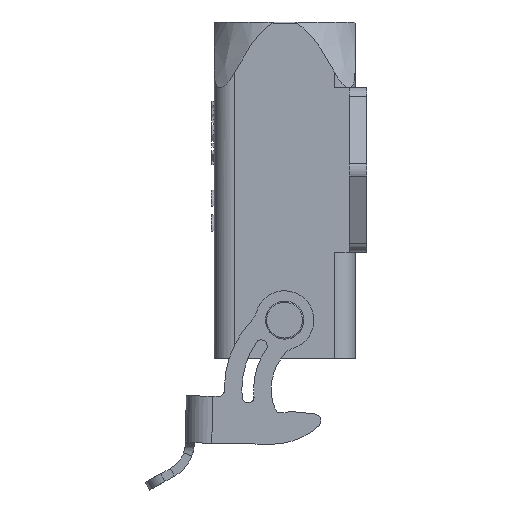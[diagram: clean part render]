
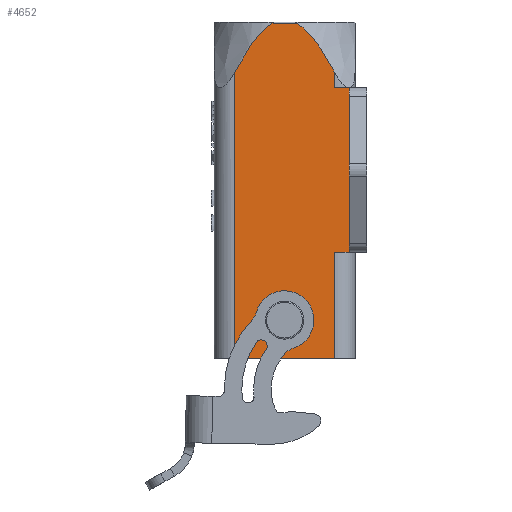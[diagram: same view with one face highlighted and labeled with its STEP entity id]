
A CAD part, left-side view. The second image highlights one B-rep face of the part: STEP entity #4652.
In plain terms, the highlighted planar face has unit normal (-1, 0, 0).
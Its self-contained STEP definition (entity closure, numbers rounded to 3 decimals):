
#13=DIRECTION('',(0.,-1.,0.));
#14=VECTOR('',#13,2.5);
#15=CARTESIAN_POINT('',(-12.,5.5,14.));
#16=LINE('',#15,#14);
#147=DIRECTION('',(0.,0.,-1.));
#148=VECTOR('',#147,2.67);
#149=CARTESIAN_POINT('',(-12.,5.5,16.67));
#150=LINE('',#149,#148);
#184=CARTESIAN_POINT('',(-12.,12.027,25.));
#185=CARTESIAN_POINT('',(-12.,11.717,24.835));
#186=CARTESIAN_POINT('',(-12.,11.099,24.432));
#187=CARTESIAN_POINT('',(-12.,10.163,23.603));
#188=CARTESIAN_POINT('',(-12.,9.236,22.576));
#189=CARTESIAN_POINT('',(-12.,8.299,21.348));
#190=CARTESIAN_POINT('',(-12.,7.374,19.963));
#191=CARTESIAN_POINT('',(-12.,6.444,18.411));
#192=CARTESIAN_POINT('',(-12.,5.816,17.268));
#193=CARTESIAN_POINT('',(-12.,5.5,16.67));
#229=DIRECTION('',(0.,-1.,0.));
#230=VECTOR('',#229,3.946);
#231=CARTESIAN_POINT('',(-12.,15.973,25.));
#232=LINE('',#231,#230);
#251=CARTESIAN_POINT('',(-12.,14.,-25.6));
#252=DIRECTION('',(1.,0.,0.));
#253=DIRECTION('',(0.,0.,-1.));
#254=AXIS2_PLACEMENT_3D('',#251,#252,#253);
#256=CARTESIAN_POINT('',(-12.,14.,-25.6));
#257=DIRECTION('',(1.,0.,0.));
#258=DIRECTION('',(0.,0.,1.));
#259=AXIS2_PLACEMENT_3D('',#256,#257,#258);
#261=DIRECTION('',(0.,0.,-1.));
#262=VECTOR('',#261,28.);
#263=CARTESIAN_POINT('',(-12.,3.,14.));
#264=LINE('',#263,#262);
#491=DIRECTION('',(0.,1.,0.));
#492=VECTOR('',#491,2.5);
#493=CARTESIAN_POINT('',(-12.,3.,-14.));
#494=LINE('',#493,#492);
#537=DIRECTION('',(0.,1.,0.));
#538=VECTOR('',#537,17.);
#539=CARTESIAN_POINT('',(-12.,5.5,-32.1));
#540=LINE('',#539,#538);
#730=CARTESIAN_POINT('',(-12.,22.5,16.67));
#731=CARTESIAN_POINT('',(-12.,22.184,17.267));
#732=CARTESIAN_POINT('',(-12.,21.557,18.409));
#733=CARTESIAN_POINT('',(-12.,20.627,19.96));
#734=CARTESIAN_POINT('',(-12.,19.704,21.343));
#735=CARTESIAN_POINT('',(-12.,18.768,22.572));
#736=CARTESIAN_POINT('',(-12.,17.831,23.608));
#737=CARTESIAN_POINT('',(-12.,16.903,24.43));
#738=CARTESIAN_POINT('',(-12.,16.283,24.835));
#739=CARTESIAN_POINT('',(-12.,15.973,25.));
#752=DIRECTION('',(0.,0.,1.));
#753=VECTOR('',#752,48.77);
#754=CARTESIAN_POINT('',(-12.,22.5,-32.1));
#755=LINE('',#754,#753);
#2095=DIRECTION('',(0.,0.,-1.));
#2096=VECTOR('',#2095,18.1);
#2097=CARTESIAN_POINT('',(-12.,5.5,-14.));
#2098=LINE('',#2097,#2096);
#3929=CARTESIAN_POINT('',(-12.,14.,-27.95));
#3930=VERTEX_POINT('',#3929);
#3931=CARTESIAN_POINT('',(-12.,14.,-23.25));
#3932=VERTEX_POINT('',#3931);
#3967=VERTEX_POINT('',#730);
#3968=VERTEX_POINT('',#739);
#3969=CARTESIAN_POINT('',(-12.,3.,-14.));
#3970=CARTESIAN_POINT('',(-12.,5.5,-14.));
#3971=VERTEX_POINT('',#3969);
#3972=VERTEX_POINT('',#3970);
#3973=CARTESIAN_POINT('',(-12.,22.5,-32.1));
#3974=VERTEX_POINT('',#3973);
#3975=CARTESIAN_POINT('',(-12.,5.5,-32.1));
#3976=VERTEX_POINT('',#3975);
#3981=CARTESIAN_POINT('',(-12.,3.,14.));
#3982=VERTEX_POINT('',#3981);
#3983=VERTEX_POINT('',#184);
#3984=VERTEX_POINT('',#193);
#3985=CARTESIAN_POINT('',(-12.,5.5,14.));
#3986=VERTEX_POINT('',#3985);
#4623=CARTESIAN_POINT('',(-12.,2.,-32.1));
#4624=DIRECTION('',(-1.,0.,0.));
#4625=DIRECTION('',(0.,0.,1.));
#4626=AXIS2_PLACEMENT_3D('',#4623,#4624,#4625);
#4627=PLANE('',#4626);
#4628=ORIENTED_EDGE('',*,*,#4611,.T.);
#4629=ORIENTED_EDGE('',*,*,#4565,.T.);
#4630=ORIENTED_EDGE('',*,*,#4538,.T.);
#4631=ORIENTED_EDGE('',*,*,#4431,.T.);
#4633=ORIENTED_EDGE('',*,*,#4632,.T.);
#4635=ORIENTED_EDGE('',*,*,#4634,.T.);
#4637=ORIENTED_EDGE('',*,*,#4636,.T.);
#4639=ORIENTED_EDGE('',*,*,#4638,.T.);
#4641=ORIENTED_EDGE('',*,*,#4640,.T.);
#4643=ORIENTED_EDGE('',*,*,#4642,.T.);
#4644=EDGE_LOOP('',(#4628,#4629,#4630,#4631,#4633,#4635,#4637,#4639,#4641,
#4643));
#4645=FACE_OUTER_BOUND('',#4644,.F.);
#4647=ORIENTED_EDGE('',*,*,#4646,.F.);
#4649=ORIENTED_EDGE('',*,*,#4648,.F.);
#4650=EDGE_LOOP('',(#4647,#4649));
#4651=FACE_BOUND('',#4650,.F.);
#4652=ADVANCED_FACE('',(#4645,#4651),#4627,.T.);
#194=B_SPLINE_CURVE_WITH_KNOTS('',3,(#184,#185,#186,#187,#188,#189,#190,#191,
#192,#193),.UNSPECIFIED.,.F.,.F.,(4,1,1,1,1,1,1,4),(0.,0.143,
0.286,0.429,0.571,0.714,
0.857,1.),.UNSPECIFIED.);
#255=CIRCLE('',#254,2.35);
#260=CIRCLE('',#259,2.35);
#740=B_SPLINE_CURVE_WITH_KNOTS('',3,(#730,#731,#732,#733,#734,#735,#736,#737,
#738,#739),.UNSPECIFIED.,.F.,.F.,(4,1,1,1,1,1,1,4),(0.,0.143,
0.286,0.429,0.571,0.714,
0.857,1.),.UNSPECIFIED.);
#4431=EDGE_CURVE('',#3986,#3982,#16,.T.);
#4538=EDGE_CURVE('',#3984,#3986,#150,.T.);
#4565=EDGE_CURVE('',#3983,#3984,#194,.T.);
#4611=EDGE_CURVE('',#3968,#3983,#232,.T.);
#4632=EDGE_CURVE('',#3982,#3971,#264,.T.);
#4634=EDGE_CURVE('',#3971,#3972,#494,.T.);
#4636=EDGE_CURVE('',#3972,#3976,#2098,.T.);
#4638=EDGE_CURVE('',#3976,#3974,#540,.T.);
#4640=EDGE_CURVE('',#3974,#3967,#755,.T.);
#4642=EDGE_CURVE('',#3967,#3968,#740,.T.);
#4646=EDGE_CURVE('',#3930,#3932,#255,.T.);
#4648=EDGE_CURVE('',#3932,#3930,#260,.T.);
